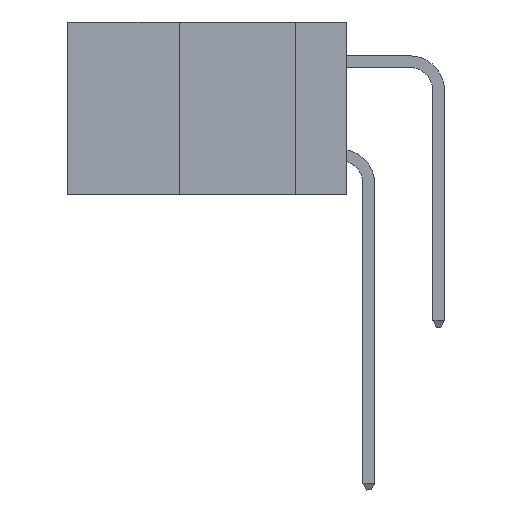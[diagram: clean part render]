
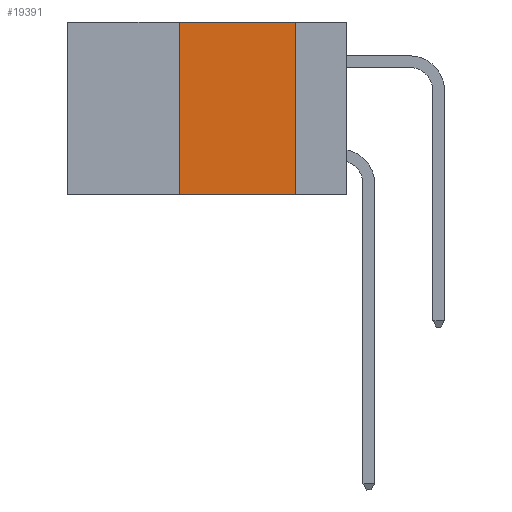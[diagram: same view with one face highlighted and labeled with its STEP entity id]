
A CAD part, left-side view. The second image highlights one B-rep face of the part: STEP entity #19391.
In plain terms, the highlighted planar face has unit normal (-1, 0, 0).
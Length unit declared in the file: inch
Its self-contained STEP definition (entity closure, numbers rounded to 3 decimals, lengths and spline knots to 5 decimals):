
#57 = EDGE_CURVE ( 'NONE', #13979, #13647, #13592, .T. ) ;
#2562 = DIRECTION ( 'NONE',  ( 0., 0., -1. ) ) ;
#2791 = CARTESIAN_POINT ( 'NONE',  ( 0., 0.11, 0. ) ) ;
#3390 = CARTESIAN_POINT ( 'NONE',  ( 0., 0.6, 0. ) ) ;
#3549 = FACE_OUTER_BOUND ( 'NONE', #22440, .T. ) ;
#4213 = CARTESIAN_POINT ( 'NONE',  ( 0., 0.11, 0. ) ) ;
#5048 = EDGE_CURVE ( 'NONE', #21957, #13979, #18396, .T. ) ;
#5733 = LINE ( 'NONE', #20772, #14082 ) ;
#6654 = DIRECTION ( 'NONE',  ( 0., -1., 0. ) ) ;
#8120 = ORIENTED_EDGE ( 'NONE', *, *, #5048, .F. ) ;
#8933 = CARTESIAN_POINT ( 'NONE',  ( 0., 0.36, -0.37 ) ) ;
#9667 = PLANE ( 'NONE',  #9674 ) ;
#9674 = AXIS2_PLACEMENT_3D ( 'NONE', #11464, #13265, #2562 ) ;
#9840 = VERTEX_POINT ( 'NONE', #11105 ) ;
#10033 = ORIENTED_EDGE ( 'NONE', *, *, #21595, .F. ) ;
#10129 = VECTOR ( 'NONE', #20853, 39.37008 ) ;
#10188 = LINE ( 'NONE', #4213, #19020 ) ;
#10410 = DIRECTION ( 'NONE',  ( 0., -1., 0. ) ) ;
#10957 = ORIENTED_EDGE ( 'NONE', *, *, #57, .F. ) ;
#11105 = CARTESIAN_POINT ( 'NONE',  ( 0., 0.11, -0.37 ) ) ;
#11464 = CARTESIAN_POINT ( 'NONE',  ( 0., 0.6, 0. ) ) ;
#12118 = CARTESIAN_POINT ( 'NONE',  ( 0., 0.36, 0. ) ) ;
#13265 = DIRECTION ( 'NONE',  ( 1., 0., 0. ) ) ;
#13592 = LINE ( 'NONE', #3390, #17685 ) ;
#13647 = VERTEX_POINT ( 'NONE', #2791 ) ;
#13979 = VERTEX_POINT ( 'NONE', #17822 ) ;
#14082 = VECTOR ( 'NONE', #6654, 39.37008 ) ;
#14838 = DIRECTION ( 'NONE',  ( 0., 0., -1. ) ) ;
#15001 = EDGE_CURVE ( 'NONE', #21957, #9840, #5733, .T. ) ;
#15026 = ORIENTED_EDGE ( 'NONE', *, *, #15001, .T. ) ;
#17685 = VECTOR ( 'NONE', #10410, 39.37008 ) ;
#17822 = CARTESIAN_POINT ( 'NONE',  ( 0., 0.36, 0. ) ) ;
#18396 = LINE ( 'NONE', #12118, #10129 ) ;
#19020 = VECTOR ( 'NONE', #14838, 39.37008 ) ;
#19391 = ADVANCED_FACE ( 'NONE', ( #3549 ), #9667, .F. ) ;
#20772 = CARTESIAN_POINT ( 'NONE',  ( 0., 0.6, -0.37 ) ) ;
#20853 = DIRECTION ( 'NONE',  ( 0., 0., 1. ) ) ;
#21595 = EDGE_CURVE ( 'NONE', #13647, #9840, #10188, .T. ) ;
#21957 = VERTEX_POINT ( 'NONE', #8933 ) ;
#22440 = EDGE_LOOP ( 'NONE', ( #10033, #10957, #8120, #15026 ) ) ;
